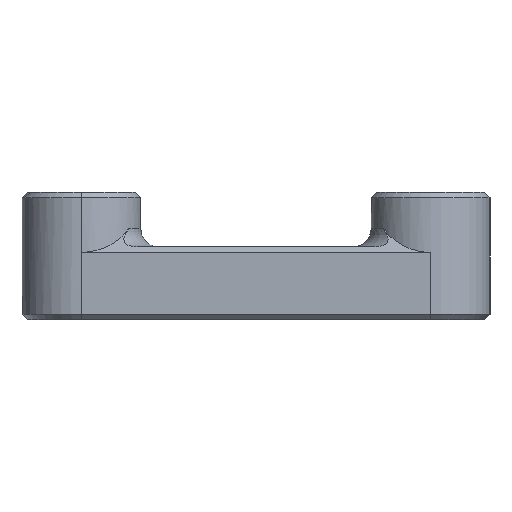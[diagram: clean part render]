
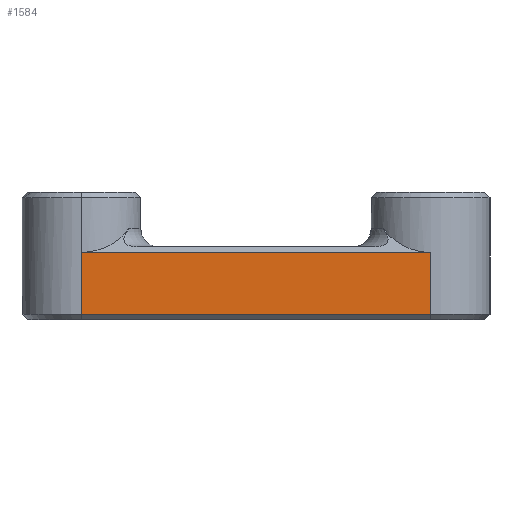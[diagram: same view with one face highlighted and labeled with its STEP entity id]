
A CAD part, front view. The second image highlights one B-rep face of the part: STEP entity #1584.
In plain terms, the highlighted planar face has unit normal (0, -1, 0).
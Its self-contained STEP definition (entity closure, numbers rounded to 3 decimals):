
#1521=CARTESIAN_POINT('',(125.452,42.048,0.3));
#1522=VERTEX_POINT('',#1521);
#1529=CARTESIAN_POINT('',(125.452,42.048,3.7));
#1530=VERTEX_POINT('',#1529);
#1531=CARTESIAN_POINT('',(125.452,42.048,0.3));
#1532=DIRECTION('',(0.,0.,1.));
#1533=VECTOR('',#1532,3.4);
#1534=LINE('',#1531,#1533);
#1535=EDGE_CURVE('',#1522,#1530,#1534,.T.);
#1554=CARTESIAN_POINT('',(126.481,42.048,0.));
#1555=DIRECTION('',(0.,1.,0.));
#1556=DIRECTION('',(0.,0.,-1.));
#1557=AXIS2_PLACEMENT_3D('',#1554,#1555,#1556);
#1558=PLANE('',#1557);
#1559=ORIENTED_EDGE('',*,*,#1535,.F.);
#1560=CARTESIAN_POINT('',(144.552,42.048,0.3));
#1561=VERTEX_POINT('',#1560);
#1562=CARTESIAN_POINT('',(125.452,42.048,0.3));
#1563=DIRECTION('',(1.,-0.,-0.));
#1564=VECTOR('',#1563,19.1);
#1565=LINE('',#1562,#1564);
#1566=EDGE_CURVE('',#1522,#1561,#1565,.T.);
#1567=ORIENTED_EDGE('',*,*,#1566,.T.);
#1568=CARTESIAN_POINT('',(144.552,42.048,3.7));
#1569=VERTEX_POINT('',#1568);
#1570=CARTESIAN_POINT('',(144.552,42.048,0.3));
#1571=DIRECTION('',(-0.,-0.,1.));
#1572=VECTOR('',#1571,3.4);
#1573=LINE('',#1570,#1572);
#1574=EDGE_CURVE('',#1561,#1569,#1573,.T.);
#1575=ORIENTED_EDGE('',*,*,#1574,.T.);
#1576=CARTESIAN_POINT('',(144.552,42.048,3.7));
#1577=DIRECTION('',(-1.,0.,0.));
#1578=VECTOR('',#1577,19.1);
#1579=LINE('',#1576,#1578);
#1580=EDGE_CURVE('',#1569,#1530,#1579,.T.);
#1581=ORIENTED_EDGE('',*,*,#1580,.T.);
#1582=EDGE_LOOP('',(#1559,#1567,#1575,#1581));
#1583=FACE_BOUND('',#1582,.T.);
#1584=ADVANCED_FACE('',(#1583),#1558,.F.);
